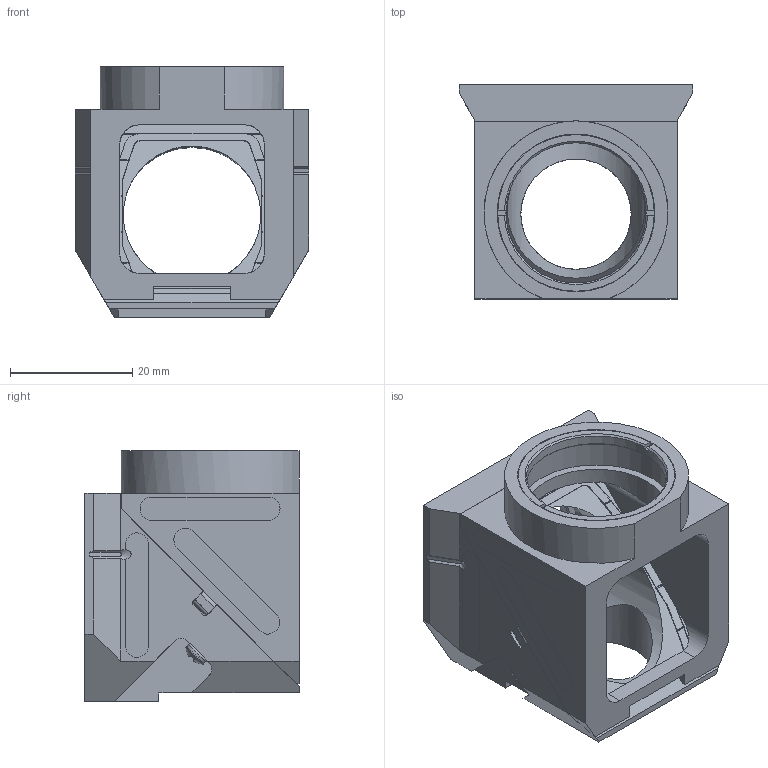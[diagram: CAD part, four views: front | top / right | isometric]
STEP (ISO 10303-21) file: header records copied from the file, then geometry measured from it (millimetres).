
FILE_DESCRIPTION(/* description */ ('STEP AP203'),/* implementation_level */ '2;1');
FILE_NAME(/* name */ '00_TLV-TE2000-Step.ipt.step',/* time_stamp */ '2022-11-29T07:53:19+01:00',/* author */ ('admin'),/* organization */ (''),/* preprocessor_version */ 'ST-DEVELOPER v18.1',/* originating_system */ 'Autodesk Inventor 2022',/* authorisation */ '');
FILE_SCHEMA (('AUTOMOTIVE_DESIGN { 1 0 10303 214 3 1 1 }'));
Length unit declared in the file: inch
Products named in the file (1): 00_TLV-TE2000-Step
Bounding box: 38.1 x 35.05 x 41.01 mm (x, y, z)
Volume: 17777.8 mm3; surface area: 12822.4 mm2
Topology: 7 solids, 7 shells, 515 faces, 1513 edges, 1038 vertices
Faces by surface type: plane 268, cylinder 190, cone 29, bspline 22, torus 4, sphere 2
Full cylindrical faces by diameter (mm): 1.48 x48, 1.6 x2, 2 x46, 2.4 x2, 4 x2, 18.009 x1, 22.479 x1, 22.911 x2, 23.114 x1, 25.601 x2, 26.289 x2
Entity records: 27972 total; most frequent: CARTESIAN_POINT 14508, ORIENTED_EDGE 3022, DIRECTION 2501, EDGE_CURVE 1511, VERTEX_POINT 1038, LINE 871, VECTOR 871, AXIS2_PLACEMENT_3D 815
